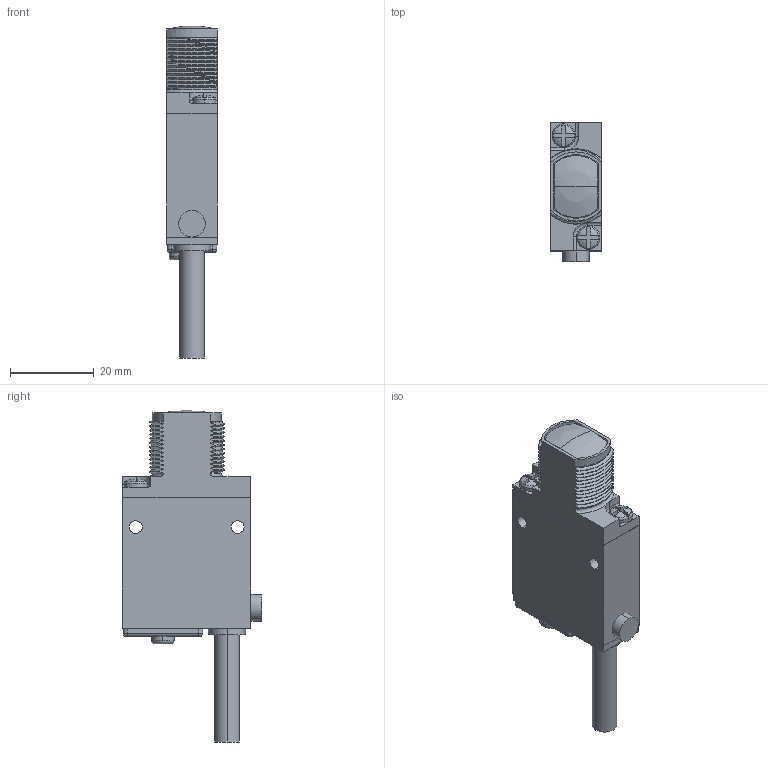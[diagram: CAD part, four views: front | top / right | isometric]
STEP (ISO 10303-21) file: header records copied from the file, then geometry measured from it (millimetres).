
FILE_DESCRIPTION((''),'2;1');
FILE_NAME('154461_SW','2011-01-10T',('banengservice'),('BANNER ENGINEERING'),'PRO/ENGINEER BY PARAMETRIC TECHNOLOGY CORPORATION, 2009141','PRO/ENGINEER BY PARAMETRIC TECHNOLOGY CORPORATION, 2009141','');
FILE_SCHEMA(('CONFIG_CONTROL_DESIGN'));
Length unit declared in the file: inch
Products named in the file (1): 154461_SW
Bounding box: 12.09 x 33.27 x 79.44 mm (x, y, z)
Volume: 7411.2 mm3; surface area: 12039.6 mm2
Topology: 1 solids, 3 shells, 534 faces, 1454 edges, 940 vertices
Faces by surface type: plane 231, cylinder 173, bspline 87, torus 23, cone 10, sphere 10
Entity records: 21526 total; most frequent: CARTESIAN_POINT 8409, ORIENTED_EDGE 2904, DIRECTION 2495, EDGE_CURVE 1452, VERTEX_POINT 940, AXIS2_PLACEMENT_3D 863, VECTOR 769, LINE 769
